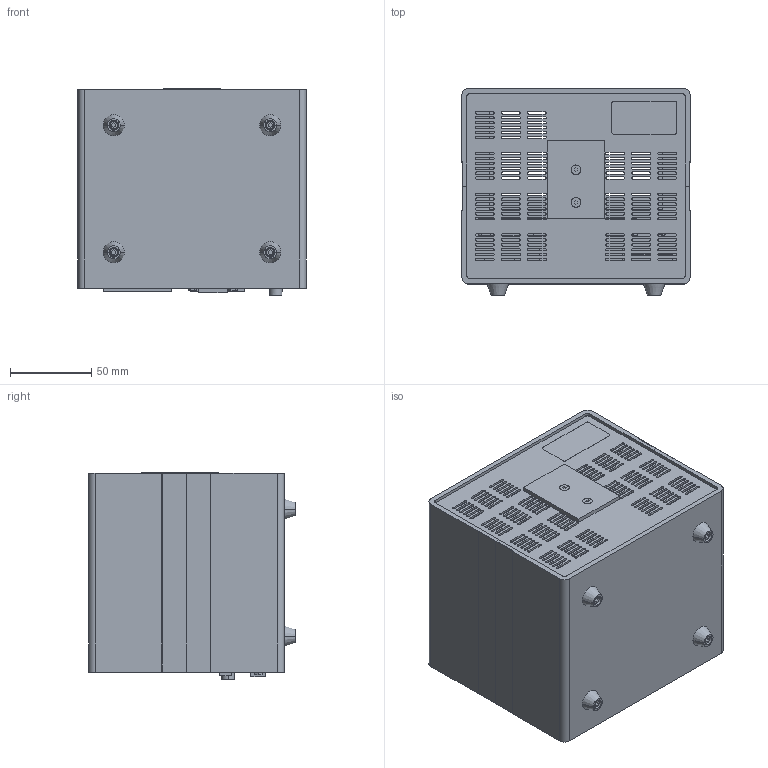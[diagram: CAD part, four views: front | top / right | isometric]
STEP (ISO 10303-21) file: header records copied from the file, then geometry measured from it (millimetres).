
FILE_DESCRIPTION((''),'2;1');
FILE_NAME('ASM-CONTROLLER_ASM','2019-10-28T',('20187'),('PTC'),'PRO/ENGINEER BY PARAMETRIC TECHNOLOGY CORPORATION, 2013040','PRO/ENGINEER BY PARAMETRIC TECHNOLOGY CORPORATION, 2013040','');
FILE_SCHEMA(('CONFIG_CONTROL_DESIGN','GEOMETRIC_VALIDATION_PROPERTIES_MIM'));
Length unit declared in the file: millimetre
Products named in the file (18): 195CASE-2; RUBBER_PADS; M3X6; ASM-BOTTOMCOVER_ASM; 195CASE-3; PRT-STICKER-FRONT; FIBER_CONNECTOR_2; ASM-FRONTCOVER_ASM; PCB-MB1-C1P2; PCB-MB2-C1P2; 195CASE-4; PRT-DIN; M3X8-COUNTER-SUNK-SCREWS_INST; ASM-BACKCOVER_ASM; 195CASE-1; PRT-STICKER-SIDE; LABEL; ASM-CONTROLLER_ASM
Assembly tree (25 placements, depth 3):
  ASM-CONTROLLER_ASM
    ASM-BOTTOMCOVER_ASM
      195CASE-2
      RUBBER_PADS  x4
      M3X6  x4
    ASM-FRONTCOVER_ASM
      195CASE-3
      PRT-STICKER-FRONT
      FIBER_CONNECTOR_2
    PCB-MB1-C1P2
    PCB-MB2-C1P2
    ASM-BACKCOVER_ASM
      195CASE-4
      PRT-DIN
      M3X8-COUNTER-SUNK-SCREWS_INST  x2
    195CASE-1
    PRT-STICKER-SIDE  x2
    LABEL
Bounding box: 140 x 127 x 127 mm (x, y, z)
Volume: 273961.3 mm3; surface area: 267254.9 mm2
Topology: 25 solids, 35 shells, 1067 faces, 2936 edges, 1942 vertices
Faces by surface type: plane 611, cylinder 412, cone 44
Entity records: 42254 total; most frequent: CARTESIAN_POINT 5665, DIRECTION 5564, ORIENTED_EDGE 5392, PRESENTATION_STYLE_ASSIGNMENT 2810, STYLED_ITEM 2745, CURVE_STYLE 2716, EDGE_CURVE 2716, VECTOR 1916
